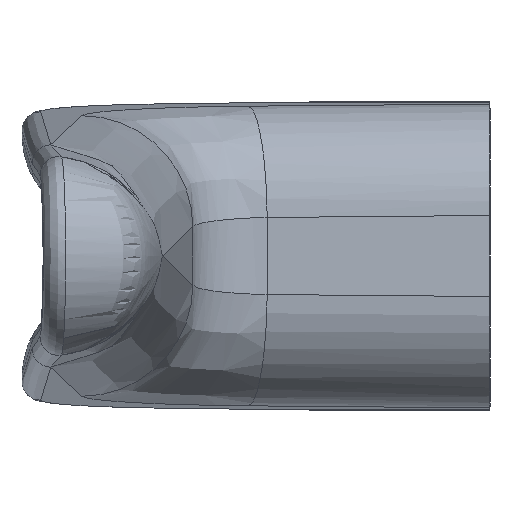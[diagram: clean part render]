
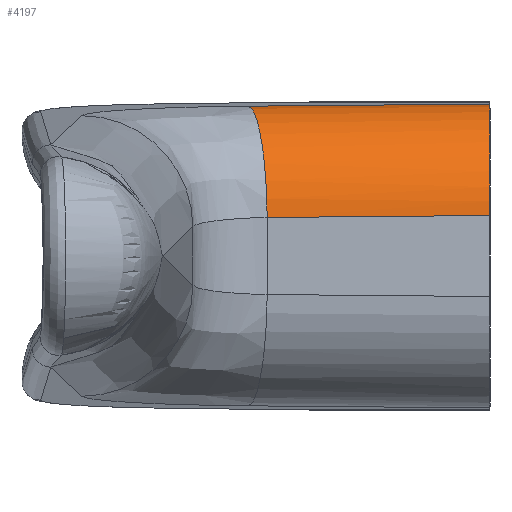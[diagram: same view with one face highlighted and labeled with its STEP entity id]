
A CAD part, left-side view. The second image highlights one B-rep face of the part: STEP entity #4197.
In plain terms, the highlighted cylindrical face has radius 15 mm (diameter 30 mm), a partial arc.
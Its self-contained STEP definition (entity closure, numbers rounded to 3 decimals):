
#368 = VERTEX_POINT ( 'NONE', #9054 ) ;
#1539 = AXIS2_PLACEMENT_3D ( 'NONE', #17160, #15678, #17103 ) ;
#1599 = FACE_OUTER_BOUND ( 'NONE', #6507, .T. ) ;
#2420 = CARTESIAN_POINT ( 'NONE',  ( -40.57, 0., 20.45 ) ) ;
#2628 = CIRCLE ( 'NONE', #3511, 15. ) ;
#2713 = VERTEX_POINT ( 'NONE', #14759 ) ;
#2954 = CARTESIAN_POINT ( 'NONE',  ( -60., 30., 5.19 ) ) ;
#3511 = AXIS2_PLACEMENT_3D ( 'NONE', #17963, #12257, #17782 ) ;
#3839 = CARTESIAN_POINT ( 'NONE',  ( -55., 0., 13.884 ) ) ;
#4197 = ADVANCED_FACE ( 'NONE', ( #1599 ), #7947, .T. ) ;
#4847 = ORIENTED_EDGE ( 'NONE', *, *, #8241, .F. ) ;
#5195 = CARTESIAN_POINT ( 'NONE',  ( -49.11, 0., 20.007 ) ) ;
#5514 = VERTEX_POINT ( 'NONE', #2954 ) ;
#6507 = EDGE_LOOP ( 'NONE', ( #4847, #8694, #13963, #15760 ) ) ;
#7432 = EDGE_CURVE ( 'NONE', #2713, #11129, #13235, .T. ) ;
#7914 = DIRECTION ( 'NONE',  ( -0.164, 0.986, -0.009 ) ) ;
#7947 = CYLINDRICAL_SURFACE ( 'NONE', #1539, 15. ) ;
#8241 = EDGE_CURVE ( 'NONE', #11129, #368, #10892, .T. ) ;
#8694 = ORIENTED_EDGE ( 'NONE', *, *, #7432, .F. ) ;
#9054 = CARTESIAN_POINT ( 'NONE',  ( -55., 0., 5.449 ) ) ;
#9437 = CARTESIAN_POINT ( 'NONE',  ( -55., 0., 5.449 ) ) ;
#10590 = LINE ( 'NONE', #12245, #11246 ) ;
#10892 =( BOUNDED_CURVE ( )  B_SPLINE_CURVE ( 3, ( #2420, #5195, #3839, #9437 ),
 .UNSPECIFIED., .F., .F. ) 
 B_SPLINE_CURVE_WITH_KNOTS ( ( 4, 4 ),
 ( 1.571, 3.09 ),
 .UNSPECIFIED. ) 
 CURVE ( )  GEOMETRIC_REPRESENTATION_ITEM ( )  RATIONAL_B_SPLINE_CURVE ( ( 1., 0.817, 0.817, 1. ) ) 
 REPRESENTATION_ITEM ( '' )  );
#11129 = VERTEX_POINT ( 'NONE', #15142 ) ;
#11246 = VECTOR ( 'NONE', #7914, 1000. ) ;
#12245 = CARTESIAN_POINT ( 'NONE',  ( -55.043, 0.256, 5.447 ) ) ;
#12257 = DIRECTION ( 'NONE',  ( -0.164, 0.986, -0.009 ) ) ;
#12558 = CARTESIAN_POINT ( 'NONE',  ( -50.643, 60.44, 19.928 ) ) ;
#13235 = LINE ( 'NONE', #12558, #14153 ) ;
#13391 = EDGE_CURVE ( 'NONE', #368, #5514, #10590, .T. ) ;
#13963 = ORIENTED_EDGE ( 'NONE', *, *, #17579, .F. ) ;
#14153 = VECTOR ( 'NONE', #18284, 1000. ) ;
#14759 = CARTESIAN_POINT ( 'NONE',  ( -45.981, 32.466, 20.17 ) ) ;
#15142 = CARTESIAN_POINT ( 'NONE',  ( -40.57, 0., 20.45 ) ) ;
#15678 = DIRECTION ( 'NONE',  ( 0.164, -0.986, 0.009 ) ) ;
#15760 = ORIENTED_EDGE ( 'NONE', *, *, #13391, .F. ) ;
#17103 = DIRECTION ( 'NONE',  ( 0.986, 0.164, 0. ) ) ;
#17160 = CARTESIAN_POINT ( 'NONE',  ( -49.866, 60.44, 4.948 ) ) ;
#17579 = EDGE_CURVE ( 'NONE', #5514, #2713, #2628, .T. ) ;
#17782 = DIRECTION ( 'NONE',  ( -0.986, -0.164, 0. ) ) ;
#17963 = CARTESIAN_POINT ( 'NONE',  ( -45.204, 32.466, 5.19 ) ) ;
#18284 = DIRECTION ( 'NONE',  ( 0.164, -0.986, 0.009 ) ) ;
